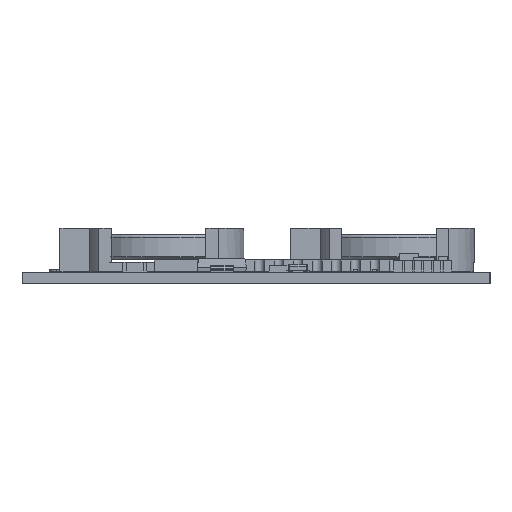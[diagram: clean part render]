
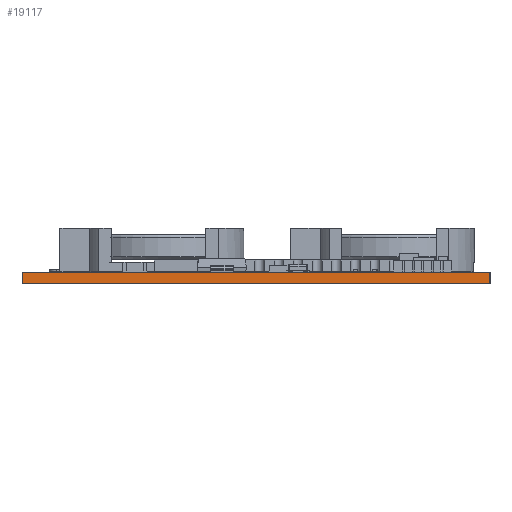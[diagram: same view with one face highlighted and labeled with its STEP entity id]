
A CAD part, left-side view. The second image highlights one B-rep face of the part: STEP entity #19117.
In plain terms, the highlighted planar face has unit normal (-1, 0, 0).
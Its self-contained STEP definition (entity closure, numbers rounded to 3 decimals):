
#1726=PLANE('',#20394);
#2297=FACE_OUTER_BOUND('',#3320,.T.);
#3320=EDGE_LOOP('',(#13564,#13565,#13566,#13567));
#4731=LINE('',#26863,#6468);
#4739=LINE('',#26878,#6476);
#4740=LINE('',#26880,#6477);
#4741=LINE('',#26881,#6478);
#6468=VECTOR('',#22190,10.);
#6476=VECTOR('',#22202,10.);
#6477=VECTOR('',#22205,10.);
#6478=VECTOR('',#22206,10.);
#8880=VERTEX_POINT('',#26860);
#8881=VERTEX_POINT('',#26862);
#8885=VERTEX_POINT('',#26874);
#8886=VERTEX_POINT('',#26876);
#10745=EDGE_CURVE('',#8880,#8881,#4731,.T.);
#10753=EDGE_CURVE('',#8885,#8886,#4739,.T.);
#10754=EDGE_CURVE('',#8880,#8885,#4740,.T.);
#10755=EDGE_CURVE('',#8881,#8886,#4741,.T.);
#13564=ORIENTED_EDGE('',*,*,#10754,.T.);
#13565=ORIENTED_EDGE('',*,*,#10753,.T.);
#13566=ORIENTED_EDGE('',*,*,#10755,.F.);
#13567=ORIENTED_EDGE('',*,*,#10745,.F.);
#19117=ADVANCED_FACE('',(#2297),#1726,.T.);
#20394=AXIS2_PLACEMENT_3D('',#26879,#22203,#22204);
#22190=DIRECTION('',(0.,0.,1.));
#22202=DIRECTION('',(0.,0.,1.));
#22203=DIRECTION('center_axis',(-1.,0.,0.));
#22204=DIRECTION('ref_axis',(0.,-1.,0.));
#22205=DIRECTION('',(0.,-1.,0.));
#22206=DIRECTION('',(0.,-1.,0.));
#26860=CARTESIAN_POINT('',(0.,61.9,0.));
#26862=CARTESIAN_POINT('',(0.,61.9,1.57));
#26863=CARTESIAN_POINT('',(0.,61.9,0.));
#26874=CARTESIAN_POINT('',(0.,0.,0.));
#26876=CARTESIAN_POINT('',(0.,0.,1.57));
#26878=CARTESIAN_POINT('',(0.,0.,0.));
#26879=CARTESIAN_POINT('Origin',(0.,61.9,0.));
#26880=CARTESIAN_POINT('',(0.,61.9,0.));
#26881=CARTESIAN_POINT('',(0.,61.9,1.57));
